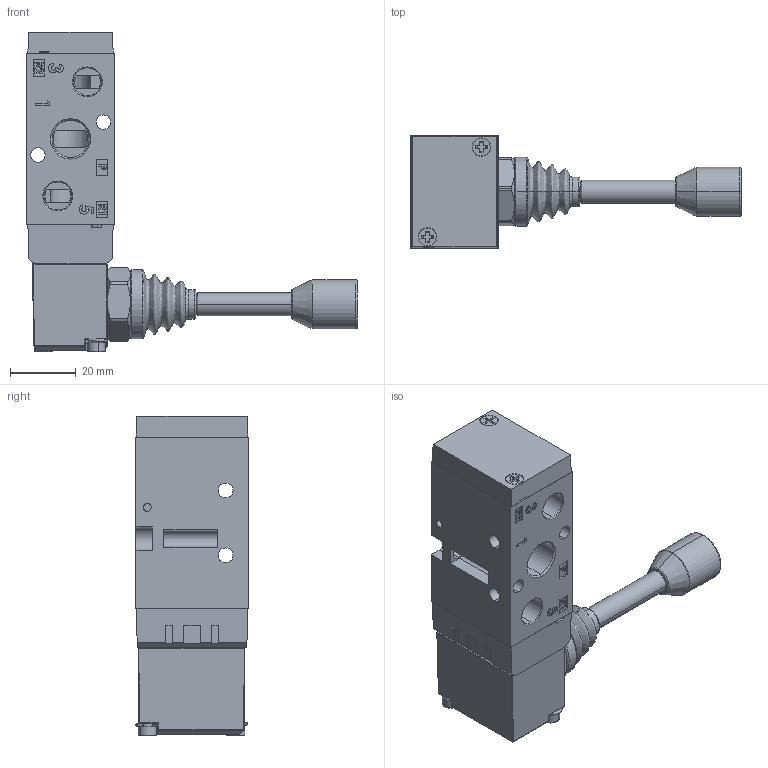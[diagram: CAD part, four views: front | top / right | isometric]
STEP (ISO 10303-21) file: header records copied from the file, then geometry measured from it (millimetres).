
FILE_DESCRIPTION (( 'STEP AP203' ), '1' );
FILE_NAME ('HLV410-S.STEP', '2013-01-31T08:38:37', ( '' ), ( '' ), 'SwSTEP 2.0', 'SolidWorks 2008', '' );
FILE_SCHEMA (( 'CONFIG_CONTROL_DESIGN' ));
Length unit declared in the file: millimetre
Products named in the file (17): HLV410-S; Body_ル遽; BodyCover_ル遽; BodyCoverBolt(M3xL10)_ル遽; SemiPilot_ル遽; SFML410 ALL ASSEM_晦獄 撲薑; 颊棱捞何盒ASM_扁夯 汲沥; lever block_釭餌ル衛橈擠; 堅鼠葭_晦獄 撲薑; pin_晦獄 撲薑; lever_釭餌ル衛橈擠; nut_釭餌ル衛橈擠; bellow_晦獄 撲薑; 堅鼠葭_7x1.7; 腊阿 权 杭飘(M3x40)_畴唱荤; ｽｺﾇﾁｸｵｿﾍｼﾅ_ｱ篌ｻ ｼｳﾁ､; 嬪縑
Assembly tree (19 placements, depth 4):
  HLV410-S
    Body_ル遽
    SFML410 ALL ASSEM_晦獄 撲薑
      颊棱捞何盒ASM_扁夯 汲沥
        pin_晦獄 撲薑
        ｽｺﾇﾁｸｵｿﾍｼﾅ_ｱ篌ｻ ｼｳﾁ､  x2
        bellow_晦獄 撲薑
        嬪縑
        堅鼠葭_7x1.7
        lever_釭餌ル衛橈擠
        腊阿 权 杭飘(M3x40)_畴唱荤  x2
        lever block_釭餌ル衛橈擠
        堅鼠葭_晦獄 撲薑
        nut_釭餌ル衛橈擠
    SemiPilot_ル遽
    BodyCover_ル遽
    BodyCoverBolt(M3xL10)_ル遽  x2
Bounding box: 100.8 x 34.23 x 97.5 mm (x, y, z)
Volume: 59999.7 mm3; surface area: 42014 mm2
Topology: 17 solids, 17 shells, 1420 faces, 3516 edges, 2122 vertices
Faces by surface type: plane 503, cylinder 416, cone 180, bspline 156, torus 143, sphere 22
Entity records: 48770 total; most frequent: CARTESIAN_POINT 15919, DIRECTION 6493, ORIENTED_EDGE 6476, EDGE_CURVE 3238, AXIS2_PLACEMENT_3D 2433, VERTEX_POINT 2005, VECTOR 1627, LINE 1627
